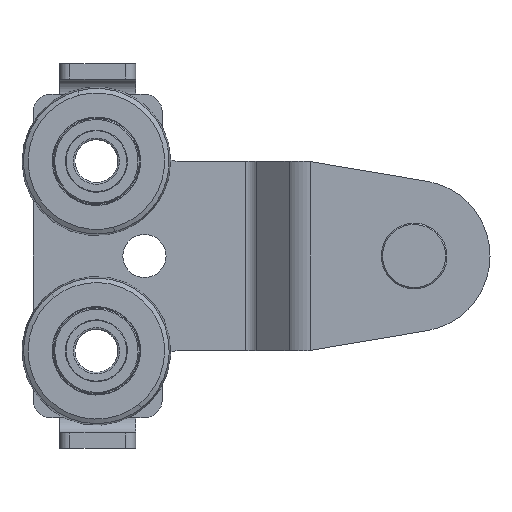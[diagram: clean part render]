
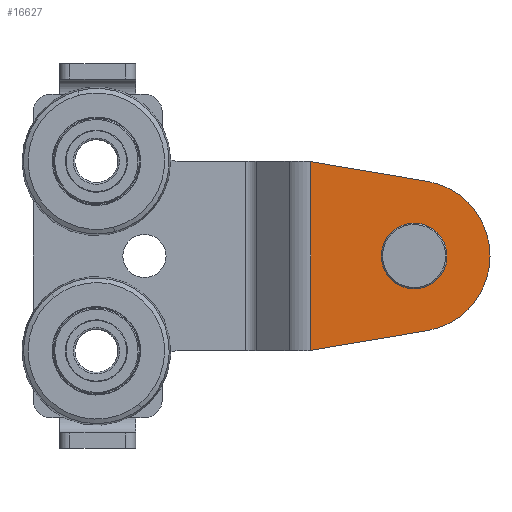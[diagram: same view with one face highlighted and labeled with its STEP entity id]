
A CAD part, left-side view. The second image highlights one B-rep face of the part: STEP entity #16627.
In plain terms, the highlighted planar face has unit normal (-1, 0, 0).
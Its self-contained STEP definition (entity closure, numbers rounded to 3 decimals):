
#171 = DIRECTION ( 'NONE',  ( 0., 0.986, 0.166 ) ) ;
#267 = EDGE_CURVE ( 'NONE', #16805, #11552, #16423, .T. ) ;
#285 = VERTEX_POINT ( 'NONE', #15112 ) ;
#324 = ORIENTED_EDGE ( 'NONE', *, *, #15269, .T. ) ;
#1394 = DIRECTION ( 'NONE',  ( 0., -1., 0. ) ) ;
#1894 = ORIENTED_EDGE ( 'NONE', *, *, #12444, .T. ) ;
#2221 = AXIS2_PLACEMENT_3D ( 'NONE', #19779, #10549, #1394 ) ;
#2521 = VECTOR ( 'NONE', #10289, 1000. ) ;
#3127 = CARTESIAN_POINT ( 'NONE',  ( 39.774, 15.671, 147.145 ) ) ;
#3376 = CARTESIAN_POINT ( 'NONE',  ( 39.774, 26.771, 147.145 ) ) ;
#4287 = VERTEX_POINT ( 'NONE', #16737 ) ;
#4447 = ORIENTED_EDGE ( 'NONE', *, *, #267, .F. ) ;
#4878 = CARTESIAN_POINT ( 'NONE',  ( 39.774, 21.779, 176.727 ) ) ;
#4911 = DIRECTION ( 'NONE',  ( 0., -1., 0. ) ) ;
#4942 = FACE_BOUND ( 'NONE', #9063, .T. ) ;
#5664 = AXIS2_PLACEMENT_3D ( 'NONE', #7104, #17855, #8359 ) ;
#6344 = CARTESIAN_POINT ( 'NONE',  ( 39.774, 53.495, 182.08 ) ) ;
#6562 = AXIS2_PLACEMENT_3D ( 'NONE', #9394, #18738, #9527 ) ;
#6810 = CARTESIAN_POINT ( 'NONE',  ( 39.774, 21.779, 117.564 ) ) ;
#6921 = EDGE_CURVE ( 'NONE', #17139, #16630, #7911, .T. ) ;
#7104 = CARTESIAN_POINT ( 'NONE',  ( 39.774, 26.771, 147.145 ) ) ;
#7599 = AXIS2_PLACEMENT_3D ( 'NONE', #7817, #18570, #9351 ) ;
#7817 = CARTESIAN_POINT ( 'NONE',  ( 39.774, 26.771, 147.145 ) ) ;
#7883 = DIRECTION ( 'NONE',  ( 0., 0.986, -0.166 ) ) ;
#7911 = CIRCLE ( 'NONE', #5664, 11.1 ) ;
#8321 = EDGE_LOOP ( 'NONE', ( #324, #12002, #17256, #10979, #4447 ) ) ;
#8359 = DIRECTION ( 'NONE',  ( 0., -1., 0. ) ) ;
#8519 = CIRCLE ( 'NONE', #7599, 30. ) ;
#8924 = VERTEX_POINT ( 'NONE', #6810 ) ;
#9063 = EDGE_LOOP ( 'NONE', ( #12471, #1894 ) ) ;
#9351 = DIRECTION ( 'NONE',  ( 0., -1., 0. ) ) ;
#9394 = CARTESIAN_POINT ( 'NONE',  ( 39.774, 70.191, 83.145 ) ) ;
#9527 = DIRECTION ( 'NONE',  ( 0., -1., 0. ) ) ;
#10012 = EDGE_CURVE ( 'NONE', #285, #4287, #15193, .T. ) ;
#10289 = DIRECTION ( 'NONE',  ( 0., 0., 1. ) ) ;
#10549 = DIRECTION ( 'NONE',  ( 1., 0., 0. ) ) ;
#10979 = ORIENTED_EDGE ( 'NONE', *, *, #14298, .F. ) ;
#11552 = VERTEX_POINT ( 'NONE', #15451 ) ;
#11893 = CARTESIAN_POINT ( 'NONE',  ( 39.774, 67.684, 83.145 ) ) ;
#12002 = ORIENTED_EDGE ( 'NONE', *, *, #10012, .F. ) ;
#12284 = VECTOR ( 'NONE', #171, 1000. ) ;
#12330 = AXIS2_PLACEMENT_3D ( 'NONE', #3376, #14045, #4911 ) ;
#12444 = EDGE_CURVE ( 'NONE', #16630, #17139, #17718, .T. ) ;
#12471 = ORIENTED_EDGE ( 'NONE', *, *, #6921, .T. ) ;
#14045 = DIRECTION ( 'NONE',  ( 1., 0., 0. ) ) ;
#14298 = EDGE_CURVE ( 'NONE', #11552, #8924, #8519, .T. ) ;
#14455 = LINE ( 'NONE', #6344, #12284 ) ;
#14694 = VECTOR ( 'NONE', #7883, 1000. ) ;
#15112 = CARTESIAN_POINT ( 'NONE',  ( 39.774, 67.684, 109.817 ) ) ;
#15193 = LINE ( 'NONE', #11893, #2521 ) ;
#15269 = EDGE_CURVE ( 'NONE', #16805, #4287, #14455, .T. ) ;
#15451 = CARTESIAN_POINT ( 'NONE',  ( 39.774, -3.229, 147.145 ) ) ;
#15620 = CARTESIAN_POINT ( 'NONE',  ( 39.774, 37.871, 147.145 ) ) ;
#16423 = CIRCLE ( 'NONE', #2221, 30. ) ;
#16627 = ADVANCED_FACE ( 'NONE', ( #17657, #4942 ), #17195, .T. ) ;
#16630 = VERTEX_POINT ( 'NONE', #15620 ) ;
#16737 = CARTESIAN_POINT ( 'NONE',  ( 39.774, 67.684, 184.474 ) ) ;
#16805 = VERTEX_POINT ( 'NONE', #4878 ) ;
#17074 = CARTESIAN_POINT ( 'NONE',  ( 39.774, 74.498, 108.667 ) ) ;
#17139 = VERTEX_POINT ( 'NONE', #3127 ) ;
#17195 = PLANE ( 'NONE',  #6562 ) ;
#17256 = ORIENTED_EDGE ( 'NONE', *, *, #18012, .F. ) ;
#17657 = FACE_OUTER_BOUND ( 'NONE', #8321, .T. ) ;
#17718 = CIRCLE ( 'NONE', #12330, 11.1 ) ;
#17855 = DIRECTION ( 'NONE',  ( 1., 0., 0. ) ) ;
#18012 = EDGE_CURVE ( 'NONE', #8924, #285, #18797, .T. ) ;
#18570 = DIRECTION ( 'NONE',  ( 1., 0., 0. ) ) ;
#18738 = DIRECTION ( 'NONE',  ( -1., 0., 0. ) ) ;
#18797 = LINE ( 'NONE', #17074, #14694 ) ;
#19779 = CARTESIAN_POINT ( 'NONE',  ( 39.774, 26.771, 147.145 ) ) ;
